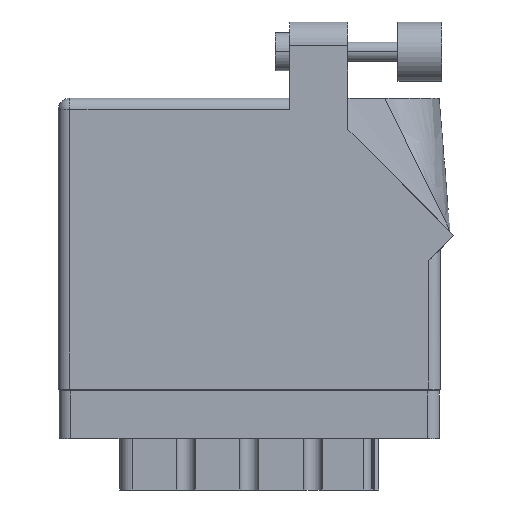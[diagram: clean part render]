
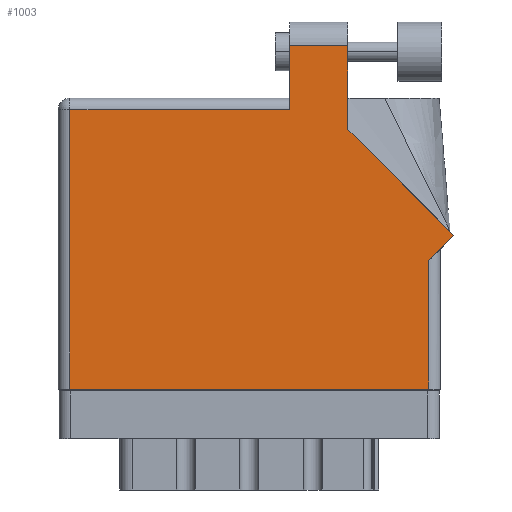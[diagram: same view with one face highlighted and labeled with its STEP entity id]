
A CAD part, front view. The second image highlights one B-rep face of the part: STEP entity #1003.
In plain terms, the highlighted face is planar.
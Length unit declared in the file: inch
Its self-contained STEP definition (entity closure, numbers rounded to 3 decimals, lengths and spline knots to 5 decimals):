
#556 = LINE ( 'NONE', #34940, #24972 ) ;
#1003 = ADVANCED_FACE ( 'NONE', ( #12882 ), #31346, .F. ) ;
#2675 = AXIS2_PLACEMENT_3D ( 'NONE', #5457, #34261, #34408 ) ;
#4031 = EDGE_CURVE ( 'NONE', #29932, #5977, #24717, .T. ) ;
#5205 = DIRECTION ( 'NONE',  ( -0.707, 0.707, 0. ) ) ;
#5457 = CARTESIAN_POINT ( 'NONE',  ( 0., 1.53, 0. ) ) ;
#5618 = CARTESIAN_POINT ( 'NONE',  ( 0., 1.468, 0. ) ) ;
#5640 = EDGE_LOOP ( 'NONE', ( #11631, #18715, #35294, #36488, #37570, #28431, #21322, #41112, #28891 ) ) ;
#5758 = DIRECTION ( 'NONE',  ( -1., 0., 0. ) ) ;
#5977 = VERTEX_POINT ( 'NONE', #22049 ) ;
#6048 = VERTEX_POINT ( 'NONE', #38647 ) ;
#7867 = DIRECTION ( 'NONE',  ( 0., -1., 0. ) ) ;
#9260 = LINE ( 'NONE', #33883, #15725 ) ;
#9728 = LINE ( 'NONE', #5618, #23206 ) ;
#9951 = VERTEX_POINT ( 'NONE', #23013 ) ;
#11631 = ORIENTED_EDGE ( 'NONE', *, *, #23466, .T. ) ;
#12369 = VERTEX_POINT ( 'NONE', #13288 ) ;
#12832 = CARTESIAN_POINT ( 'NONE',  ( 1.948, 0., 0. ) ) ;
#12882 = FACE_OUTER_BOUND ( 'NONE', #5640, .T. ) ;
#13245 = EDGE_CURVE ( 'NONE', #35678, #12369, #9260, .T. ) ;
#13254 = EDGE_CURVE ( 'NONE', #5977, #9951, #17701, .T. ) ;
#13288 = CARTESIAN_POINT ( 'NONE',  ( 1.524, 1.36442, 0. ) ) ;
#13302 = EDGE_CURVE ( 'NONE', #9951, #22168, #9728, .T. ) ;
#14016 = DIRECTION ( 'NONE',  ( 0., 1., 0. ) ) ;
#14200 = VECTOR ( 'NONE', #19603, 39.37008 ) ;
#15016 = VECTOR ( 'NONE', #14016, 39.37008 ) ;
#15725 = VECTOR ( 'NONE', #5205, 39.37008 ) ;
#15996 = VERTEX_POINT ( 'NONE', #37182 ) ;
#16228 = EDGE_CURVE ( 'NONE', #15996, #41361, #32632, .T. ) ;
#17619 = CARTESIAN_POINT ( 'NONE',  ( 2.08071, 0.80771, 0. ) ) ;
#17701 = LINE ( 'NONE', #23720, #25173 ) ;
#18715 = ORIENTED_EDGE ( 'NONE', *, *, #4031, .T. ) ;
#19603 = DIRECTION ( 'NONE',  ( 1., 0., 0. ) ) ;
#20782 = DIRECTION ( 'NONE',  ( 0., -1., 0. ) ) ;
#21322 = ORIENTED_EDGE ( 'NONE', *, *, #34457, .T. ) ;
#22049 = CARTESIAN_POINT ( 'NONE',  ( 1.217, 1.805, 0. ) ) ;
#22168 = VERTEX_POINT ( 'NONE', #32143 ) ;
#22216 = CARTESIAN_POINT ( 'NONE',  ( 1.217, 1.805, 0. ) ) ;
#22324 = VECTOR ( 'NONE', #39001, 39.37008 ) ;
#23013 = CARTESIAN_POINT ( 'NONE',  ( 1.217, 1.468, 0. ) ) ;
#23206 = VECTOR ( 'NONE', #5758, 39.37008 ) ;
#23443 = VECTOR ( 'NONE', #20782, 39.37008 ) ;
#23466 = EDGE_CURVE ( 'NONE', #12369, #29932, #556, .T. ) ;
#23720 = CARTESIAN_POINT ( 'NONE',  ( 1.217, 1.53, 0. ) ) ;
#24717 = LINE ( 'NONE', #22216, #34728 ) ;
#24972 = VECTOR ( 'NONE', #35065, 39.37008 ) ;
#25173 = VECTOR ( 'NONE', #7867, 39.37008 ) ;
#25547 = DIRECTION ( 'NONE',  ( -1., 0., 0. ) ) ;
#26684 = CARTESIAN_POINT ( 'NONE',  ( 1.948, 0.737, 0. ) ) ;
#27771 = CARTESIAN_POINT ( 'NONE',  ( 1.524, 1.805, 0. ) ) ;
#28431 = ORIENTED_EDGE ( 'NONE', *, *, #16228, .T. ) ;
#28891 = ORIENTED_EDGE ( 'NONE', *, *, #13245, .T. ) ;
#29514 = EDGE_CURVE ( 'NONE', #6048, #35678, #30776, .T. ) ;
#29932 = VERTEX_POINT ( 'NONE', #27771 ) ;
#30776 = LINE ( 'NONE', #39424, #22324 ) ;
#31346 = PLANE ( 'NONE',  #2675 ) ;
#31922 = LINE ( 'NONE', #36631, #23443 ) ;
#32143 = CARTESIAN_POINT ( 'NONE',  ( 0.062, 1.468, 0. ) ) ;
#32632 = LINE ( 'NONE', #35483, #14200 ) ;
#33883 = CARTESIAN_POINT ( 'NONE',  ( 2.08071, 0.80771, 0. ) ) ;
#34261 = DIRECTION ( 'NONE',  ( 0., 0., -1. ) ) ;
#34408 = DIRECTION ( 'NONE',  ( -1., 0., 0. ) ) ;
#34457 = EDGE_CURVE ( 'NONE', #41361, #6048, #40463, .T. ) ;
#34728 = VECTOR ( 'NONE', #25547, 39.37008 ) ;
#34940 = CARTESIAN_POINT ( 'NONE',  ( 1.524, 1.36442, 0. ) ) ;
#35065 = DIRECTION ( 'NONE',  ( 0., 1., 0. ) ) ;
#35139 = EDGE_CURVE ( 'NONE', #22168, #15996, #31922, .T. ) ;
#35294 = ORIENTED_EDGE ( 'NONE', *, *, #13254, .T. ) ;
#35483 = CARTESIAN_POINT ( 'NONE',  ( 0., 0., 0. ) ) ;
#35678 = VERTEX_POINT ( 'NONE', #17619 ) ;
#36488 = ORIENTED_EDGE ( 'NONE', *, *, #13302, .T. ) ;
#36631 = CARTESIAN_POINT ( 'NONE',  ( 0.062, 0., 0. ) ) ;
#37182 = CARTESIAN_POINT ( 'NONE',  ( 0.062, 0., 0. ) ) ;
#37570 = ORIENTED_EDGE ( 'NONE', *, *, #35139, .T. ) ;
#38647 = CARTESIAN_POINT ( 'NONE',  ( 1.948, 0.675, 0. ) ) ;
#39001 = DIRECTION ( 'NONE',  ( 0.707, 0.707, 0. ) ) ;
#39424 = CARTESIAN_POINT ( 'NONE',  ( 2.01, 0.737, 0. ) ) ;
#40463 = LINE ( 'NONE', #26684, #15016 ) ;
#41112 = ORIENTED_EDGE ( 'NONE', *, *, #29514, .T. ) ;
#41361 = VERTEX_POINT ( 'NONE', #12832 ) ;
